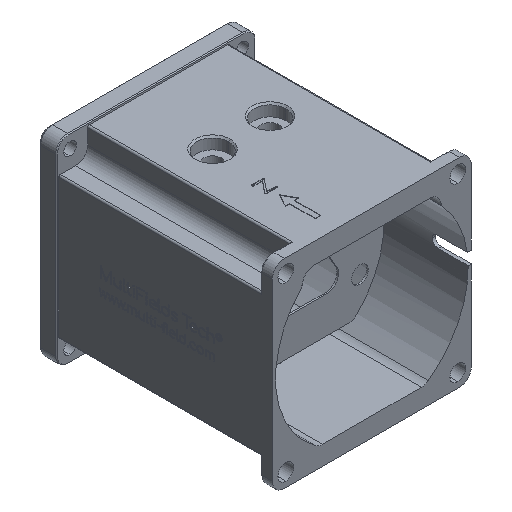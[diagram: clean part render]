
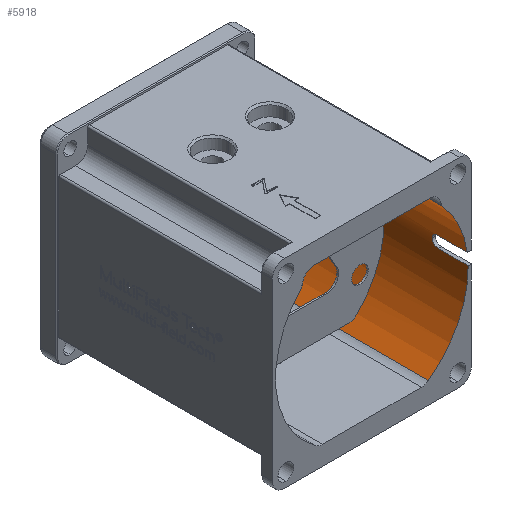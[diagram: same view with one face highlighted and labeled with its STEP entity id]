
A CAD part, isometric view. The second image highlights one B-rep face of the part: STEP entity #5918.
In plain terms, the highlighted cylindrical face has radius 12.1 mm (diameter 24.2 mm), a partial arc.
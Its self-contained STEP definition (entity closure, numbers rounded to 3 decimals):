
#159 = CIRCLE ( 'NONE', #4387, 12.1 ) ;
#850 = EDGE_CURVE ( 'NONE', #61367, #64367, #63890, .T. ) ;
#851 = CIRCLE ( 'NONE', #65431, 12.1 ) ;
#4145 = AXIS2_PLACEMENT_3D ( 'NONE', #53887, #33702, #62517 ) ;
#4387 = AXIS2_PLACEMENT_3D ( 'NONE', #10525, #30420, #41336 ) ;
#5918 = ADVANCED_FACE ( 'NONE', ( #43598 ), #12812, .F. ) ;
#7473 = ORIENTED_EDGE ( 'NONE', *, *, #63046, .F. ) ;
#7967 = CARTESIAN_POINT ( 'NONE',  ( -12.031, 4.406, -1.297 ) ) ;
#9758 = DIRECTION ( 'NONE',  ( 0., -1., 0. ) ) ;
#10097 = VECTOR ( 'NONE', #36209, 1000. ) ;
#10317 = VECTOR ( 'NONE', #13197, 1000. ) ;
#10525 = CARTESIAN_POINT ( 'NONE',  ( 0., 26.8, 0. ) ) ;
#11061 = VECTOR ( 'NONE', #9758, 1000. ) ;
#12221 = LINE ( 'NONE', #27772, #10317 ) ;
#12666 = AXIS2_PLACEMENT_3D ( 'NONE', #38082, #63591, #62590 ) ;
#12812 = CYLINDRICAL_SURFACE ( 'NONE', #4145, 12.1 ) ;
#12959 = CARTESIAN_POINT ( 'NONE',  ( -12.021, 4.35, -1.38 ) ) ;
#13197 = DIRECTION ( 'NONE',  ( 0., 1., 0. ) ) ;
#13825 = DIRECTION ( 'NONE',  ( 0., 0., 1. ) ) ;
#14009 = ORIENTED_EDGE ( 'NONE', *, *, #43799, .T. ) ;
#16015 = LINE ( 'NONE', #35243, #10097 ) ;
#16866 = VECTOR ( 'NONE', #63235, 1000. ) ;
#18844 = VERTEX_POINT ( 'NONE', #45308 ) ;
#21062 = EDGE_CURVE ( 'NONE', #61367, #54650, #16015, .T. ) ;
#21910 = CARTESIAN_POINT ( 'NONE',  ( -12.097, 4.128, -0.265 ) ) ;
#23245 = VERTEX_POINT ( 'NONE', #38253 ) ;
#23560 = EDGE_CURVE ( 'NONE', #54650, #23245, #851, .T. ) ;
#25263 = EDGE_LOOP ( 'NONE', ( #26318, #34646, #25964, #36820, #34997, #14009, #26797, #7473, #47118 ) ) ;
#25945 = CARTESIAN_POINT ( 'NONE',  ( -12.099, 0., -0.17 ) ) ;
#25964 = ORIENTED_EDGE ( 'NONE', *, *, #23560, .F. ) ;
#26318 = ORIENTED_EDGE ( 'NONE', *, *, #64746, .T. ) ;
#26797 = ORIENTED_EDGE ( 'NONE', *, *, #40140, .F. ) ;
#26839 = CARTESIAN_POINT ( 'NONE',  ( -12.099, 3.75, -0.17 ) ) ;
#27772 = CARTESIAN_POINT ( 'NONE',  ( -11.984, 0., -1.67 ) ) ;
#28528 = CARTESIAN_POINT ( 'NONE',  ( -11.984, 3.75, -1.67 ) ) ;
#29173 = CARTESIAN_POINT ( 'NONE',  ( -12.065, 4.5, -0.92 ) ) ;
#29650 = VERTEX_POINT ( 'NONE', #43464 ) ;
#30420 = DIRECTION ( 'NONE',  ( 0., 1., 0. ) ) ;
#32577 = CARTESIAN_POINT ( 'NONE',  ( -12.065, 4.5, -0.92 ) ) ;
#33488 = CARTESIAN_POINT ( 'NONE',  ( -12.065, 4.5, -0.92 ) ) ;
#33702 = DIRECTION ( 'NONE',  ( 0., 1., 0. ) ) ;
#34646 = ORIENTED_EDGE ( 'NONE', *, *, #49740, .T. ) ;
#34997 = ORIENTED_EDGE ( 'NONE', *, *, #850, .T. ) ;
#35087 = B_SPLINE_CURVE_WITH_KNOTS ( 'NONE', 3,
 ( #29173, #38476, #58375, #7967, #12959, #54048, #48408, #28528 ),
 .UNSPECIFIED., .F., .F.,
 ( 4, 2, 2, 4 ),
 ( 0., 0., 0.001, 0.001 ),
 .UNSPECIFIED. ) ;
#35243 = CARTESIAN_POINT ( 'NONE',  ( -12.099, 0., -0.17 ) ) ;
#36209 = DIRECTION ( 'NONE',  ( 0., -1., 0. ) ) ;
#36464 = CARTESIAN_POINT ( 'NONE',  ( -12.099, 3.849, -0.17 ) ) ;
#36820 = ORIENTED_EDGE ( 'NONE', *, *, #21062, .F. ) ;
#37410 = VERTEX_POINT ( 'NONE', #41109 ) ;
#37464 = CARTESIAN_POINT ( 'NONE',  ( -12.099, 3.946, -0.19 ) ) ;
#37749 = CARTESIAN_POINT ( 'NONE',  ( -8.728, 0., -8.38 ) ) ;
#38082 = CARTESIAN_POINT ( 'NONE',  ( 0., 0., 0. ) ) ;
#38253 = CARTESIAN_POINT ( 'NONE',  ( -7.074, 0., 9.817 ) ) ;
#38476 = CARTESIAN_POINT ( 'NONE',  ( -12.057, 4.5, -1.019 ) ) ;
#39413 = CARTESIAN_POINT ( 'NONE',  ( -11.984, 3.75, -1.67 ) ) ;
#40134 = CIRCLE ( 'NONE', #12666, 12.1 ) ;
#40140 = EDGE_CURVE ( 'NONE', #37410, #44793, #12221, .T. ) ;
#41109 = CARTESIAN_POINT ( 'NONE',  ( -11.984, 0., -1.67 ) ) ;
#41336 = DIRECTION ( 'NONE',  ( 0., 0., 1. ) ) ;
#43464 = CARTESIAN_POINT ( 'NONE',  ( -8.728, 0., -8.38 ) ) ;
#43598 = FACE_OUTER_BOUND ( 'NONE', #25263, .T. ) ;
#43605 = DIRECTION ( 'NONE',  ( 0., 1., 0. ) ) ;
#43799 = EDGE_CURVE ( 'NONE', #64367, #44793, #35087, .T. ) ;
#44793 = VERTEX_POINT ( 'NONE', #39413 ) ;
#45308 = CARTESIAN_POINT ( 'NONE',  ( -7.074, 26.8, 9.817 ) ) ;
#45571 = CARTESIAN_POINT ( 'NONE',  ( -8.728, 26.8, -8.38 ) ) ;
#47118 = ORIENTED_EDGE ( 'NONE', *, *, #63090, .T. ) ;
#48408 = CARTESIAN_POINT ( 'NONE',  ( -11.984, 3.949, -1.67 ) ) ;
#49234 = LINE ( 'NONE', #49892, #11061 ) ;
#49740 = EDGE_CURVE ( 'NONE', #18844, #23245, #49234, .T. ) ;
#49892 = CARTESIAN_POINT ( 'NONE',  ( -7.074, 0., 9.817 ) ) ;
#52669 = LINE ( 'NONE', #37749, #16866 ) ;
#53887 = CARTESIAN_POINT ( 'NONE',  ( 0., 0., 0. ) ) ;
#54048 = CARTESIAN_POINT ( 'NONE',  ( -11.996, 4.143, -1.588 ) ) ;
#54329 = CARTESIAN_POINT ( 'NONE',  ( -12.089, 4.419, -0.528 ) ) ;
#54650 = VERTEX_POINT ( 'NONE', #25945 ) ;
#57536 = CARTESIAN_POINT ( 'NONE',  ( 0., 0., 0. ) ) ;
#57654 = CARTESIAN_POINT ( 'NONE',  ( -12.096, 4.211, -0.321 ) ) ;
#58375 = CARTESIAN_POINT ( 'NONE',  ( -12.049, 4.481, -1.116 ) ) ;
#59171 = CARTESIAN_POINT ( 'NONE',  ( -12.099, 3.75, -0.17 ) ) ;
#61367 = VERTEX_POINT ( 'NONE', #59171 ) ;
#62517 = DIRECTION ( 'NONE',  ( 0., 0., 1. ) ) ;
#62590 = DIRECTION ( 'NONE',  ( 0., 0., 1. ) ) ;
#63046 = EDGE_CURVE ( 'NONE', #29650, #37410, #40134, .T. ) ;
#63090 = EDGE_CURVE ( 'NONE', #29650, #63216, #52669, .T. ) ;
#63216 = VERTEX_POINT ( 'NONE', #45571 ) ;
#63235 = DIRECTION ( 'NONE',  ( 0., 1., 0. ) ) ;
#63591 = DIRECTION ( 'NONE',  ( 0., 1., 0. ) ) ;
#63890 = B_SPLINE_CURVE_WITH_KNOTS ( 'NONE', 3,
 ( #26839, #36464, #37464, #21910, #57654, #54329, #64639, #33488 ),
 .UNSPECIFIED., .F., .F.,
 ( 4, 2, 2, 4 ),
 ( 0., 0., 0.001, 0.001 ),
 .UNSPECIFIED. ) ;
#64367 = VERTEX_POINT ( 'NONE', #32577 ) ;
#64639 = CARTESIAN_POINT ( 'NONE',  ( -12.08, 4.5, -0.722 ) ) ;
#64746 = EDGE_CURVE ( 'NONE', #63216, #18844, #159, .T. ) ;
#65431 = AXIS2_PLACEMENT_3D ( 'NONE', #57536, #43605, #13825 ) ;
